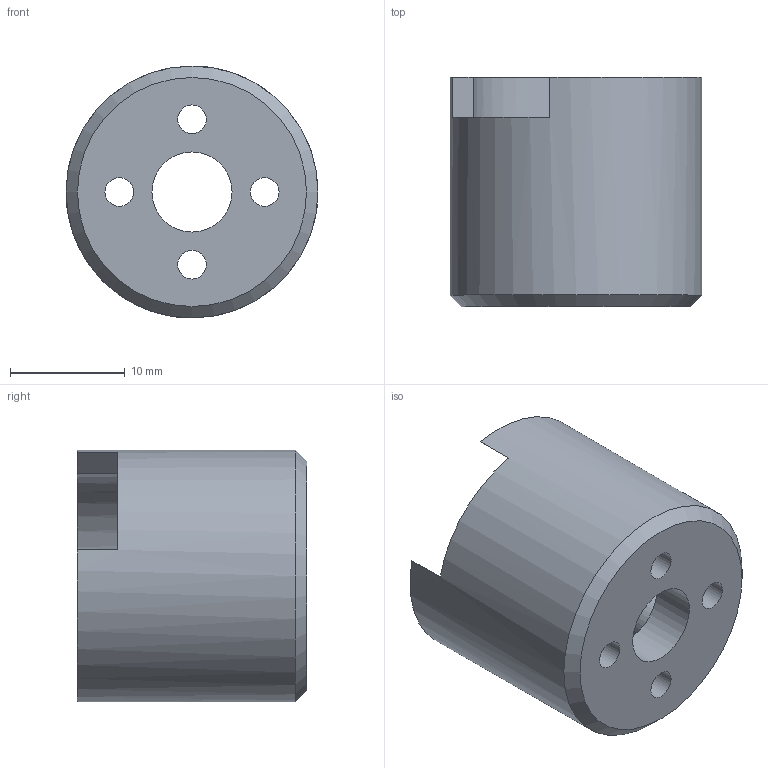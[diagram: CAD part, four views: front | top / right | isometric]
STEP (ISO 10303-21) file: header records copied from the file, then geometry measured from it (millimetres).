
FILE_DESCRIPTION(/* description */ (''),/* implementation_level */ '2;1');
FILE_NAME(/* name */ 'BRAÇO ROBÓTICO - Garra A4b_ipt_9b61da0b.STEP',/* time_stamp */ '2023-09-21T12:22:28-03:00',/* author */ ('Araújo, I.'),/* organization */ (''),/* preprocessor_version */ 'ST-DEVELOPER v18.1',/* originating_system */ 'Autodesk Inventor 2021',/* authorisation */ '');
FILE_SCHEMA (('AUTOMOTIVE_DESIGN { 1 0 10303 214 3 1 1 }'));
Length unit declared in the file: millimetre
Products named in the file (1): BRAÇO ROBÓTICO - Garra A4b
Bounding box: 22 x 20 x 22 mm (x, y, z)
Volume: 3249.6 mm3; surface area: 3272.9 mm2
Topology: 1 solids, 1 shells, 25 faces, 69 edges, 48 vertices
Faces by surface type: plane 12, cylinder 12, cone 1
Full cylindrical faces by diameter (mm): 2.5 x4, 2.85 x2, 7 x1, 22 x1
Entity records: 901 total; most frequent: DIRECTION 161, CARTESIAN_POINT 143, ORIENTED_EDGE 138, EDGE_CURVE 69, AXIS2_PLACEMENT_3D 66, VERTEX_POINT 48, CIRCLE 40, EDGE_LOOP 37
